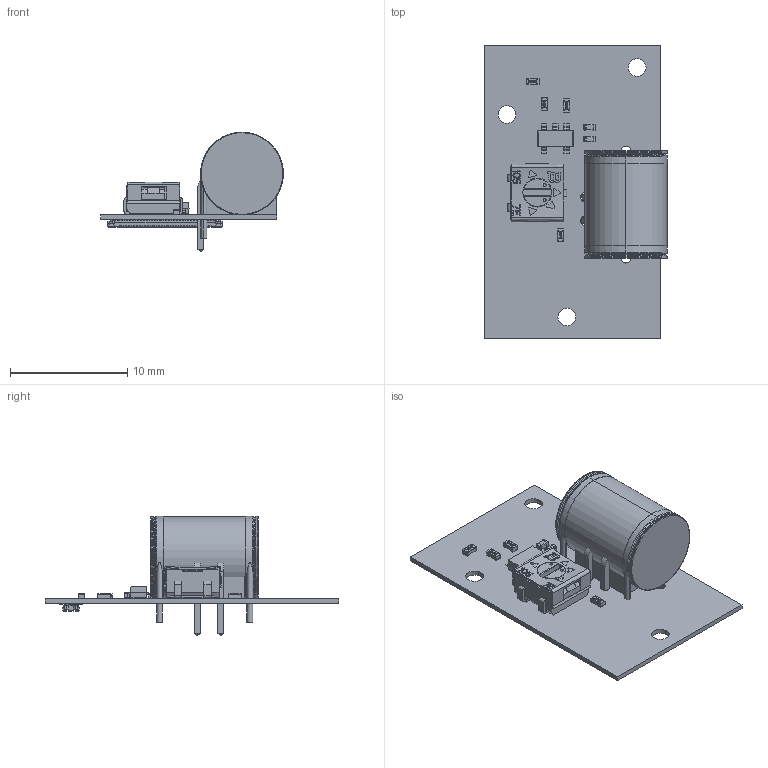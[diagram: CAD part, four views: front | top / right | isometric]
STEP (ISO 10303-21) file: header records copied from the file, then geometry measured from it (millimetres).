
FILE_DESCRIPTION(('Open CASCADE Model'),'2;1');
FILE_NAME('Open CASCADE Shape Model','2021-07-24T12:26:28',('Author'),( 'Open CASCADE'),'Open CASCADE STEP processor 6.8','Open CASCADE 6.8' ,'Unknown');
FILE_SCHEMA(('AUTOMOTIVE_DESIGN { 1 0 10303 214 1 1 1 1 }'));
Length unit declared in the file: millimetre
Products named in the file (31): PCB; Board; Open CASCADE STEP translator 6.8 1.1.1; U2; User_Library-801S; J2; PH-2AW_RGB15724527; U1; SOT-23-5; R5; RES_1005-0402; R4; R3; 3314j-2-103e; Open CASCADE STEP translator 6.8 1.7.1.1; Open CASCADE STEP translator 6.8 1.7.1.2; Open CASCADE STEP translator 6.8 1.7.1.3; Open CASCADE STEP translator 6.8 1.7.1.4; Open CASCADE STEP translator 6.8 1.7.1.5; Open CASCADE STEP translator 6.8 1.7.1.6; Open CASCADE STEP translator 6.8 1.7.1.7; Open CASCADE STEP translator 6.8 1.7.1.8; Open CASCADE STEP translator 6.8 1.7.1.9; Open CASCADE STEP translator 6.8 1.7.1.10; R2; R1; J1; axe640124; C2; C0402; C1
Assembly tree (34 placements, depth 4):
  PCB
    Board
      Open CASCADE STEP translator 6.8 1.1.1
    U2
      User_Library-801S
    J2
      PH-2AW_RGB15724527
    U1
      SOT-23-5
    R5
      RES_1005-0402
    R4
      RES_1005-0402
    R3
      3314j-2-103e
        Open CASCADE STEP translator 6.8 1.7.1.1
        Open CASCADE STEP translator 6.8 1.7.1.2
        Open CASCADE STEP translator 6.8 1.7.1.3
        Open CASCADE STEP translator 6.8 1.7.1.4
        Open CASCADE STEP translator 6.8 1.7.1.5
        Open CASCADE STEP translator 6.8 1.7.1.6
        Open CASCADE STEP translator 6.8 1.7.1.7
        Open CASCADE STEP translator 6.8 1.7.1.8
        Open CASCADE STEP translator 6.8 1.7.1.9
        Open CASCADE STEP translator 6.8 1.7.1.10
    R2
      RES_1005-0402
    R1
      RES_1005-0402
    J1
      axe640124
    C2
      C0402
    C1
      C0402
Bounding box: 15.57 x 25 x 10.19 mm (x, y, z)
Volume: 563.1 mm3; surface area: 1790.3 mm2
Topology: 32 solids, 64 shells, 1867 faces, 5021 edges, 3291 vertices
Faces by surface type: plane 1005, bspline 625, cylinder 193, sphere 36, cone 4, torus 4
Full cylindrical faces by diameter (mm): 0.8 x4, 1.5 x3
Entity records: 59993 total; most frequent: CARTESIAN_POINT 16125, ORIENTED_EDGE 8168, DIRECTION 6562, EDGE_CURVE 4170, LINE 3256, VECTOR 3256, VERTEX_POINT 2759, AXIS2_PLACEMENT_3D 1653
